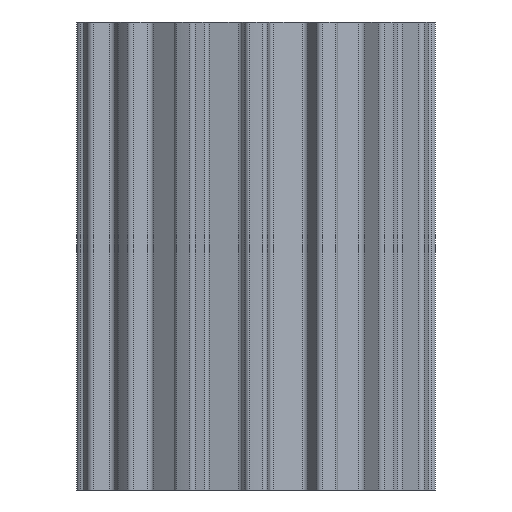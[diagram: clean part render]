
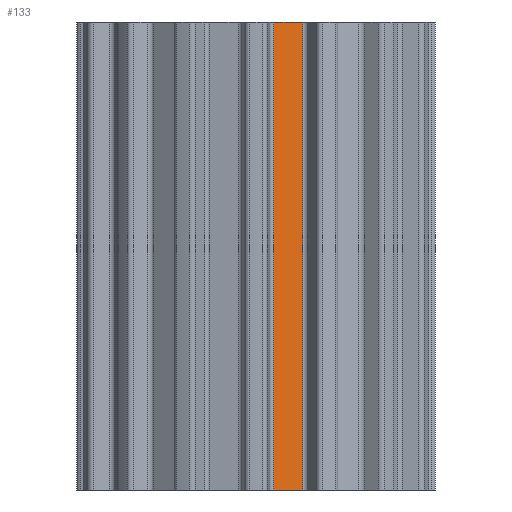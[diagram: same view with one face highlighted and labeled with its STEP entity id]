
A CAD part, front view. The second image highlights one B-rep face of the part: STEP entity #133.
In plain terms, the highlighted planar face has unit normal (0.208, -0.978, 0).
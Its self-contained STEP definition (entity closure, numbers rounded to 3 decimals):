
#29 = ORIENTED_EDGE ( 'NONE', *, *, #2553, .T. ) ;
#34 = ORIENTED_EDGE ( 'NONE', *, *, #1626, .F. ) ;
#35 = ORIENTED_EDGE ( 'NONE', *, *, #2929, .T. ) ;
#37 = ORIENTED_EDGE ( 'NONE', *, *, #2552, .F. ) ;
#133 = ADVANCED_FACE ( 'NONE', ( #2838 ), #2391, .F. ) ;
#626 = EDGE_LOOP ( 'NONE', ( #37, #34, #29, #35 ) ) ;
#781 = CARTESIAN_POINT ( 'NONE',  ( 0.453, -3.958, -8.698 ) ) ;
#783 = CARTESIAN_POINT ( 'NONE',  ( 1.196, -3.8, -8.698 ) ) ;
#786 = DIRECTION ( 'NONE',  ( 0., 0., 1. ) ) ;
#788 = DIRECTION ( 'NONE',  ( 0., 0., 1. ) ) ;
#1204 = LINE ( 'NONE', #1848, #1206 ) ;
#1206 = VECTOR ( 'NONE', #1849, 1000. ) ;
#1313 = AXIS2_PLACEMENT_3D ( 'NONE', #2393, #2389, #2388 ) ;
#1626 = EDGE_CURVE ( 'NONE', #3830, #3827, #3585, .T. ) ;
#1848 = CARTESIAN_POINT ( 'NONE',  ( 1.196, -3.8, 3.302 ) ) ;
#1849 = DIRECTION ( 'NONE',  ( -0.978, -0.208, 0. ) ) ;
#1870 = CARTESIAN_POINT ( 'NONE',  ( 1.196, -3.8, 3.302 ) ) ;
#2281 = CARTESIAN_POINT ( 'NONE',  ( 1.196, -3.8, -8.698 ) ) ;
#2282 = DIRECTION ( 'NONE',  ( -0.978, -0.208, 0. ) ) ;
#2388 = DIRECTION ( 'NONE',  ( 0., 0., -1. ) ) ;
#2389 = DIRECTION ( 'NONE',  ( -0.208, 0.978, 0. ) ) ;
#2391 = PLANE ( 'NONE',  #1313 ) ;
#2393 = CARTESIAN_POINT ( 'NONE',  ( 1.196, -3.8, -8.698 ) ) ;
#2552 = EDGE_CURVE ( 'NONE', #3827, #3888, #3697, .T. ) ;
#2553 = EDGE_CURVE ( 'NONE', #3830, #3751, #3699, .T. ) ;
#2838 = FACE_OUTER_BOUND ( 'NONE', #626, .T. ) ;
#2929 = EDGE_CURVE ( 'NONE', #3751, #3888, #1204, .T. ) ;
#3585 = LINE ( 'NONE', #2281, #3587 ) ;
#3587 = VECTOR ( 'NONE', #2282, 1000. ) ;
#3697 = LINE ( 'NONE', #781, #3702 ) ;
#3699 = LINE ( 'NONE', #783, #3704 ) ;
#3702 = VECTOR ( 'NONE', #786, 1000. ) ;
#3704 = VECTOR ( 'NONE', #788, 1000. ) ;
#3751 = VERTEX_POINT ( 'NONE', #1870 ) ;
#3827 = VERTEX_POINT ( 'NONE', #3978 ) ;
#3830 = VERTEX_POINT ( 'NONE', #3981 ) ;
#3888 = VERTEX_POINT ( 'NONE', #4008 ) ;
#3978 = CARTESIAN_POINT ( 'NONE',  ( 0.453, -3.958, -8.698 ) ) ;
#3981 = CARTESIAN_POINT ( 'NONE',  ( 1.196, -3.8, -8.698 ) ) ;
#4008 = CARTESIAN_POINT ( 'NONE',  ( 0.453, -3.958, 3.302 ) ) ;
